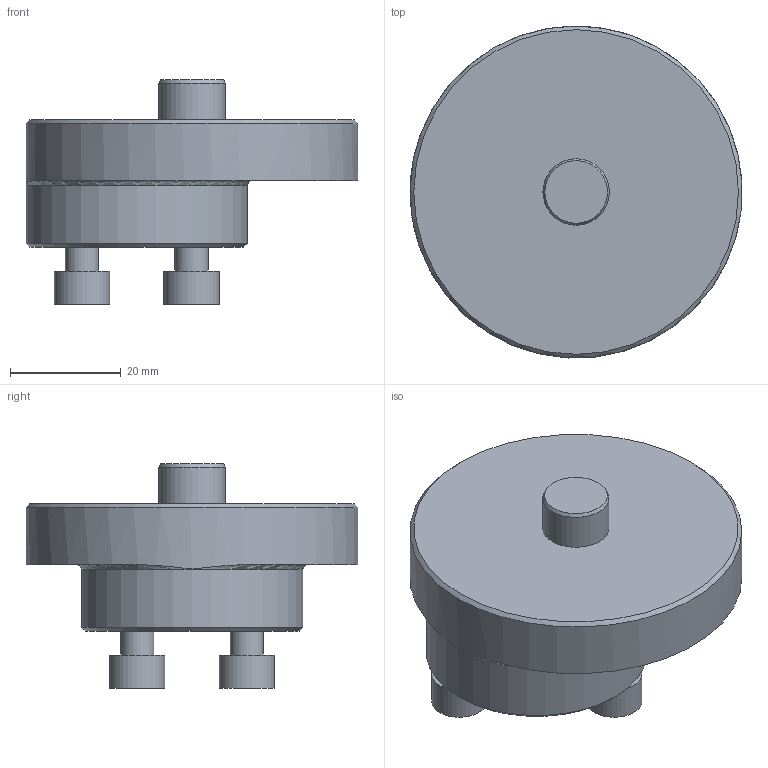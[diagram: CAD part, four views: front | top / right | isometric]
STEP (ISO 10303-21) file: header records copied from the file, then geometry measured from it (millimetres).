
FILE_DESCRIPTION(/* description */ (''),/* implementation_level */ '2;1');
FILE_NAME(/* name */ '1529305245107.stp',/* time_stamp */ '2018-06-18T09:00:54+02:00',/* author */ (''),/* organization */ ('SMS'),/* preprocessor_version */ 'ST-DEVELOPER v15',/* originating_system */ 'SIEMENS PLM Software NX 8.5',/* authorisation */ '');
FILE_SCHEMA (('AUTOMOTIVE_DESIGN { 1 0 10303 214 3 1 1 1 }'));
Length unit declared in the file: millimetre
Products named in the file (1): 570-60_23-40
Bounding box: 59.96 x 59.97 x 40.55 mm (x, y, z)
Volume: 48525.2 mm3; surface area: 10601.6 mm2
Topology: 1 solids, 1 shells, 44 faces, 97 edges, 68 vertices
Faces by surface type: plane 31, cylinder 9, cone 3, torus 1
Full cylindrical faces by diameter (mm): 6 x3, 10 x3, 12 x1, 40 x1, 60 x1
Entity records: 1202 total; most frequent: CARTESIAN_POINT 208, DIRECTION 202, ORIENTED_EDGE 156, EDGE_CURVE 78, AXIS2_PLACEMENT_3D 74, EDGE_LOOP 66, VERTEX_POINT 58, LINE 54
